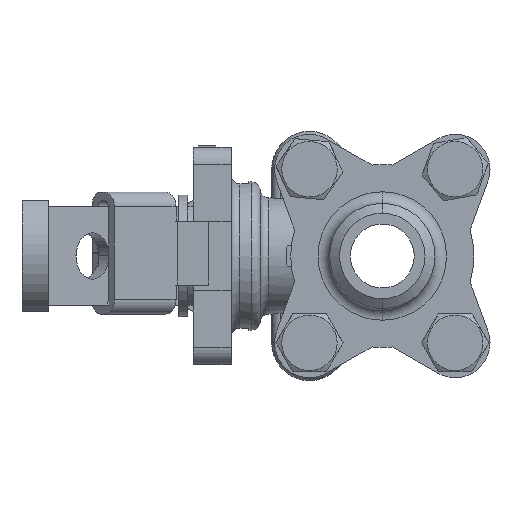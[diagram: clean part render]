
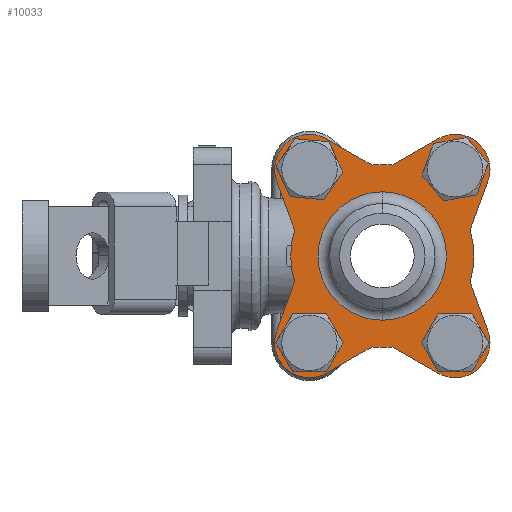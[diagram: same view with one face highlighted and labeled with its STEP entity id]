
A CAD part, left-side view. The second image highlights one B-rep face of the part: STEP entity #10033.
In plain terms, the highlighted planar face has unit normal (-1, 0, 0).
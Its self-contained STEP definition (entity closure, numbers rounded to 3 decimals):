
#1253=LINE('',#20019,#1980);
#1255=LINE('',#20023,#1982);
#1261=LINE('',#20048,#1988);
#1266=LINE('',#20060,#1993);
#1272=LINE('',#20083,#1999);
#1276=LINE('',#20093,#2003);
#1284=LINE('',#20124,#2011);
#1286=LINE('',#20128,#2013);
#1980=VECTOR('',#12637,1000.);
#1982=VECTOR('',#12641,1000.);
#1988=VECTOR('',#12665,1000.);
#1993=VECTOR('',#12676,1000.);
#1999=VECTOR('',#12698,1000.);
#2003=VECTOR('',#12708,1000.);
#2011=VECTOR('',#12738,1000.);
#2013=VECTOR('',#12742,1000.);
#4201=ORIENTED_EDGE('',*,*,#6253,.T.);
#4202=ORIENTED_EDGE('',*,*,#6202,.F.);
#4203=ORIENTED_EDGE('',*,*,#6262,.F.);
#4204=ORIENTED_EDGE('',*,*,#6207,.F.);
#4205=ORIENTED_EDGE('',*,*,#6208,.T.);
#4206=ORIENTED_EDGE('',*,*,#6263,.T.);
#4207=ORIENTED_EDGE('',*,*,#6251,.T.);
#4208=ORIENTED_EDGE('',*,*,#6241,.F.);
#4209=ORIENTED_EDGE('',*,*,#6264,.T.);
#4210=ORIENTED_EDGE('',*,*,#6235,.T.);
#4211=ORIENTED_EDGE('',*,*,#6239,.T.);
#4212=ORIENTED_EDGE('',*,*,#6248,.T.);
#4213=ORIENTED_EDGE('',*,*,#6219,.F.);
#4214=ORIENTED_EDGE('',*,*,#6222,.F.);
#4215=ORIENTED_EDGE('',*,*,#6224,.T.);
#4216=ORIENTED_EDGE('',*,*,#6246,.T.);
#4217=ORIENTED_EDGE('',*,*,#6190,.F.);
#4218=ORIENTED_EDGE('',*,*,#6182,.T.);
#4219=ORIENTED_EDGE('',*,*,#6188,.T.);
#4220=ORIENTED_EDGE('',*,*,#6238,.F.);
#4221=ORIENTED_EDGE('',*,*,#6265,.F.);
#4222=ORIENTED_EDGE('',*,*,#6266,.T.);
#4223=ORIENTED_EDGE('',*,*,#6218,.T.);
#4224=ORIENTED_EDGE('',*,*,#6187,.F.);
#4225=ORIENTED_EDGE('',*,*,#6267,.F.);
#4226=ORIENTED_EDGE('',*,*,#6268,.T.);
#4227=ORIENTED_EDGE('',*,*,#6201,.T.);
#4228=ORIENTED_EDGE('',*,*,#6269,.T.);
#4229=ORIENTED_EDGE('',*,*,#6161,.T.);
#6161=EDGE_CURVE('',#7342,#7344,#7873,.T.);
#6182=EDGE_CURVE('',#7361,#7362,#7888,.T.);
#6187=EDGE_CURVE('',#7364,#7363,#7889,.T.);
#6188=EDGE_CURVE('',#7362,#7365,#1253,.T.);
#6190=EDGE_CURVE('',#7361,#7366,#1255,.T.);
#6201=EDGE_CURVE('',#7374,#7375,#7895,.T.);
#6202=EDGE_CURVE('',#7376,#7377,#1261,.T.);
#6207=EDGE_CURVE('',#7379,#7378,#7896,.T.);
#6208=EDGE_CURVE('',#7379,#7380,#1266,.T.);
#6218=EDGE_CURVE('',#7387,#7388,#7901,.T.);
#6219=EDGE_CURVE('',#7389,#7390,#1272,.T.);
#6222=EDGE_CURVE('',#7391,#7389,#7902,.T.);
#6224=EDGE_CURVE('',#7391,#7392,#1276,.T.);
#6235=EDGE_CURVE('',#7400,#7401,#7908,.T.);
#6238=EDGE_CURVE('',#7403,#7402,#7909,.T.);
#6239=EDGE_CURVE('',#7401,#7404,#1284,.T.);
#6241=EDGE_CURVE('',#7405,#7406,#1286,.T.);
#6246=EDGE_CURVE('',#7392,#7366,#7912,.T.);
#6248=EDGE_CURVE('',#7404,#7390,#7914,.T.);
#6251=EDGE_CURVE('',#7409,#7406,#7916,.T.);
#6253=EDGE_CURVE('',#7365,#7377,#7918,.T.);
#6262=EDGE_CURVE('',#7378,#7376,#7921,.T.);
#6263=EDGE_CURVE('',#7380,#7409,#7922,.T.);
#6264=EDGE_CURVE('',#7405,#7400,#7923,.T.);
#6265=EDGE_CURVE('',#7402,#7403,#7924,.T.);
#6266=EDGE_CURVE('',#7388,#7387,#7925,.T.);
#6267=EDGE_CURVE('',#7363,#7364,#7926,.T.);
#6268=EDGE_CURVE('',#7375,#7374,#7927,.T.);
#6269=EDGE_CURVE('',#7344,#7342,#7928,.T.);
#7342=VERTEX_POINT('',#19959);
#7344=VERTEX_POINT('',#19963);
#7361=VERTEX_POINT('',#20008);
#7362=VERTEX_POINT('',#20009);
#7363=VERTEX_POINT('',#20014);
#7364=VERTEX_POINT('',#20016);
#7365=VERTEX_POINT('',#20020);
#7366=VERTEX_POINT('',#20024);
#7374=VERTEX_POINT('',#20043);
#7375=VERTEX_POINT('',#20045);
#7376=VERTEX_POINT('',#20049);
#7377=VERTEX_POINT('',#20050);
#7378=VERTEX_POINT('',#20055);
#7379=VERTEX_POINT('',#20057);
#7380=VERTEX_POINT('',#20061);
#7387=VERTEX_POINT('',#20078);
#7388=VERTEX_POINT('',#20080);
#7389=VERTEX_POINT('',#20084);
#7390=VERTEX_POINT('',#20085);
#7391=VERTEX_POINT('',#20090);
#7392=VERTEX_POINT('',#20094);
#7400=VERTEX_POINT('',#20113);
#7401=VERTEX_POINT('',#20115);
#7402=VERTEX_POINT('',#20119);
#7403=VERTEX_POINT('',#20121);
#7404=VERTEX_POINT('',#20125);
#7405=VERTEX_POINT('',#20129);
#7406=VERTEX_POINT('',#20130);
#7409=VERTEX_POINT('',#20144);
#7873=CIRCLE('',#10824,11.05);
#7888=CIRCLE('',#10845,6.);
#7889=CIRCLE('',#10847,3.5);
#7895=CIRCLE('',#10857,3.5);
#7896=CIRCLE('',#10860,6.);
#7901=CIRCLE('',#10868,3.5);
#7902=CIRCLE('',#10871,6.);
#7908=CIRCLE('',#10880,6.);
#7909=CIRCLE('',#10882,3.5);
#7912=CIRCLE('',#10888,15.75);
#7914=CIRCLE('',#10891,15.75);
#7916=CIRCLE('',#10894,15.75);
#7918=CIRCLE('',#10897,15.75);
#7921=CIRCLE('',#10904,6.);
#7922=CIRCLE('',#10905,15.75);
#7923=CIRCLE('',#10906,6.);
#7924=CIRCLE('',#10907,3.5);
#7925=CIRCLE('',#10908,3.5);
#7926=CIRCLE('',#10909,3.5);
#7927=CIRCLE('',#10910,3.5);
#7928=CIRCLE('',#10911,11.05);
#8499=EDGE_LOOP('',(#4201,#4202,#4203,#4204,#4205,#4206,#4207,#4208,#4209,
#4210,#4211,#4212,#4213,#4214,#4215,#4216,#4217,#4218,#4219));
#8500=EDGE_LOOP('',(#4220,#4221));
#8501=EDGE_LOOP('',(#4222,#4223));
#8502=EDGE_LOOP('',(#4224,#4225));
#8503=EDGE_LOOP('',(#4226,#4227));
#8504=EDGE_LOOP('',(#4228,#4229));
#9154=FACE_BOUND('',#8499,.T.);
#9155=FACE_BOUND('',#8500,.T.);
#9156=FACE_BOUND('',#8501,.T.);
#9157=FACE_BOUND('',#8502,.T.);
#9158=FACE_BOUND('',#8503,.T.);
#9159=FACE_BOUND('',#8504,.T.);
#9558=PLANE('',#10903);
#10033=ADVANCED_FACE('',(#9154,#9155,#9156,#9157,#9158,#9159),#9558,.T.);
#10824=AXIS2_PLACEMENT_3D('',#19964,#12577,#12578);
#10845=AXIS2_PLACEMENT_3D('',#20007,#12625,#12626);
#10847=AXIS2_PLACEMENT_3D('',#20017,#12633,#12634);
#10857=AXIS2_PLACEMENT_3D('',#20046,#12661,#12662);
#10860=AXIS2_PLACEMENT_3D('',#20058,#12672,#12673);
#10868=AXIS2_PLACEMENT_3D('',#20081,#12694,#12695);
#10871=AXIS2_PLACEMENT_3D('',#20089,#12703,#12704);
#10880=AXIS2_PLACEMENT_3D('',#20116,#12728,#12729);
#10882=AXIS2_PLACEMENT_3D('',#20122,#12734,#12735);
#10888=AXIS2_PLACEMENT_3D('',#20137,#12751,#12752);
#10891=AXIS2_PLACEMENT_3D('',#20140,#12757,#12758);
#10894=AXIS2_PLACEMENT_3D('',#20146,#12764,#12765);
#10897=AXIS2_PLACEMENT_3D('',#20149,#12770,#12771);
#10903=AXIS2_PLACEMENT_3D('',#20163,#12788,#12789);
#10904=AXIS2_PLACEMENT_3D('',#20164,#12790,#12791);
#10905=AXIS2_PLACEMENT_3D('',#20165,#12792,#12793);
#10906=AXIS2_PLACEMENT_3D('',#20166,#12794,#12795);
#10907=AXIS2_PLACEMENT_3D('',#20167,#12796,#12797);
#10908=AXIS2_PLACEMENT_3D('',#20168,#12798,#12799);
#10909=AXIS2_PLACEMENT_3D('',#20169,#12800,#12801);
#10910=AXIS2_PLACEMENT_3D('',#20170,#12802,#12803);
#10911=AXIS2_PLACEMENT_3D('',#20171,#12804,#12805);
#12577=DIRECTION('',(1.,0.,0.));
#12578=DIRECTION('',(0.,0.,1.));
#12625=DIRECTION('',(-1.,0.,0.));
#12626=DIRECTION('',(0.,0.,-1.));
#12633=DIRECTION('',(-1.,0.,0.));
#12634=DIRECTION('',(0.,0.,-1.));
#12637=DIRECTION('',(0.,0.342,0.94));
#12641=DIRECTION('',(0.,0.866,0.5));
#12661=DIRECTION('',(1.,0.,0.));
#12662=DIRECTION('',(0.,0.,1.));
#12665=DIRECTION('',(0.,0.342,-0.94));
#12672=DIRECTION('',(1.,0.,0.));
#12673=DIRECTION('',(0.,0.,1.));
#12676=DIRECTION('',(0.,0.866,-0.5));
#12694=DIRECTION('',(1.,0.,0.));
#12695=DIRECTION('',(0.,0.,-1.));
#12698=DIRECTION('',(0.,-0.342,0.94));
#12703=DIRECTION('',(1.,0.,0.));
#12704=DIRECTION('',(0.,0.,-1.));
#12708=DIRECTION('',(0.,-0.866,0.5));
#12728=DIRECTION('',(-1.,0.,0.));
#12729=DIRECTION('',(0.,0.,1.));
#12734=DIRECTION('',(-1.,0.,0.));
#12735=DIRECTION('',(0.,0.,1.));
#12738=DIRECTION('',(0.,-0.342,-0.94));
#12742=DIRECTION('',(0.,-0.866,-0.5));
#12751=DIRECTION('',(-1.,0.,0.));
#12752=DIRECTION('',(0.,0.,1.));
#12757=DIRECTION('',(-1.,0.,0.));
#12758=DIRECTION('',(0.,0.,1.));
#12764=DIRECTION('',(-1.,0.,0.));
#12765=DIRECTION('',(0.,0.,1.));
#12770=DIRECTION('',(-1.,0.,0.));
#12771=DIRECTION('',(0.,0.,1.));
#12788=DIRECTION('',(-1.,0.,0.));
#12789=DIRECTION('',(0.,0.,1.));
#12790=DIRECTION('',(1.,0.,0.));
#12791=DIRECTION('',(0.,0.,1.));
#12792=DIRECTION('',(-1.,0.,0.));
#12793=DIRECTION('',(0.,0.,1.));
#12794=DIRECTION('',(-1.,0.,0.));
#12795=DIRECTION('',(0.,0.,1.));
#12796=DIRECTION('',(-1.,0.,0.));
#12797=DIRECTION('',(0.,0.,1.));
#12798=DIRECTION('',(1.,0.,0.));
#12799=DIRECTION('',(0.,0.,-1.));
#12800=DIRECTION('',(-1.,0.,0.));
#12801=DIRECTION('',(0.,0.,-1.));
#12802=DIRECTION('',(1.,0.,0.));
#12803=DIRECTION('',(0.,0.,1.));
#12804=DIRECTION('',(1.,0.,0.));
#12805=DIRECTION('',(0.,0.,1.));
#19959=CARTESIAN_POINT('',(4.9,0.,-11.05));
#19963=CARTESIAN_POINT('',(4.9,0.,11.05));
#19964=CARTESIAN_POINT('',(4.9,0.,0.));
#20007=CARTESIAN_POINT('',(4.9,-12.534,-14.938));
#20008=CARTESIAN_POINT('',(4.9,-9.534,-20.134));
#20009=CARTESIAN_POINT('',(4.9,-18.173,-12.886));
#20014=CARTESIAN_POINT('',(4.9,-12.534,-18.438));
#20016=CARTESIAN_POINT('',(4.9,-12.534,-11.438));
#20017=CARTESIAN_POINT('',(4.9,-12.534,-14.938));
#20019=CARTESIAN_POINT('',(4.9,-8.242,14.397));
#20020=CARTESIAN_POINT('',(4.9,-15.106,-4.459));
#20023=CARTESIAN_POINT('',(4.9,33.528,4.728));
#20024=CARTESIAN_POINT('',(4.9,-1.768,-15.65));
#20043=CARTESIAN_POINT('',(4.9,-12.534,11.438));
#20045=CARTESIAN_POINT('',(4.9,-12.534,18.438));
#20046=CARTESIAN_POINT('',(4.9,-12.534,14.938));
#20048=CARTESIAN_POINT('',(4.9,-8.242,-14.397));
#20049=CARTESIAN_POINT('',(4.9,-18.173,12.886));
#20050=CARTESIAN_POINT('',(4.9,-15.106,4.459));
#20055=CARTESIAN_POINT('',(4.9,-12.534,20.938));
#20057=CARTESIAN_POINT('',(4.9,-9.534,20.134));
#20058=CARTESIAN_POINT('',(4.9,-12.534,14.938));
#20060=CARTESIAN_POINT('',(4.9,33.528,-4.728));
#20061=CARTESIAN_POINT('',(4.9,-1.768,15.65));
#20078=CARTESIAN_POINT('',(4.9,12.534,-18.438));
#20080=CARTESIAN_POINT('',(4.9,12.534,-11.438));
#20081=CARTESIAN_POINT('',(4.9,12.534,-14.938));
#20083=CARTESIAN_POINT('',(4.9,8.242,14.397));
#20084=CARTESIAN_POINT('',(4.9,18.173,-12.886));
#20085=CARTESIAN_POINT('',(4.9,15.106,-4.459));
#20089=CARTESIAN_POINT('',(4.9,12.534,-14.938));
#20090=CARTESIAN_POINT('',(4.9,9.534,-20.134));
#20093=CARTESIAN_POINT('',(4.9,-33.528,4.728));
#20094=CARTESIAN_POINT('',(4.9,1.768,-15.65));
#20113=CARTESIAN_POINT('',(4.9,12.534,20.938));
#20115=CARTESIAN_POINT('',(4.9,18.173,12.886));
#20116=CARTESIAN_POINT('',(4.9,12.534,14.938));
#20119=CARTESIAN_POINT('',(4.9,12.534,11.438));
#20121=CARTESIAN_POINT('',(4.9,12.534,18.438));
#20122=CARTESIAN_POINT('',(4.9,12.534,14.938));
#20124=CARTESIAN_POINT('',(4.9,8.242,-14.397));
#20125=CARTESIAN_POINT('',(4.9,15.106,4.459));
#20128=CARTESIAN_POINT('',(4.9,-33.528,-4.728));
#20129=CARTESIAN_POINT('',(4.9,9.534,20.134));
#20130=CARTESIAN_POINT('',(4.9,1.768,15.65));
#20137=CARTESIAN_POINT('',(4.9,0.,0.));
#20140=CARTESIAN_POINT('',(4.9,0.,0.));
#20144=CARTESIAN_POINT('',(4.9,0.,15.75));
#20146=CARTESIAN_POINT('',(4.9,0.,0.));
#20149=CARTESIAN_POINT('',(4.9,0.,0.));
#20163=CARTESIAN_POINT('',(4.9,0.,0.));
#20164=CARTESIAN_POINT('',(4.9,-12.534,14.938));
#20165=CARTESIAN_POINT('',(4.9,0.,0.));
#20166=CARTESIAN_POINT('',(4.9,12.534,14.938));
#20167=CARTESIAN_POINT('',(4.9,12.534,14.938));
#20168=CARTESIAN_POINT('',(4.9,12.534,-14.938));
#20169=CARTESIAN_POINT('',(4.9,-12.534,-14.938));
#20170=CARTESIAN_POINT('',(4.9,-12.534,14.938));
#20171=CARTESIAN_POINT('',(4.9,0.,0.));
